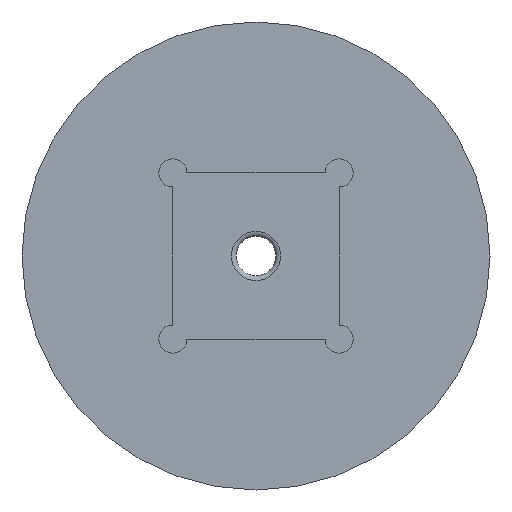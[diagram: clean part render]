
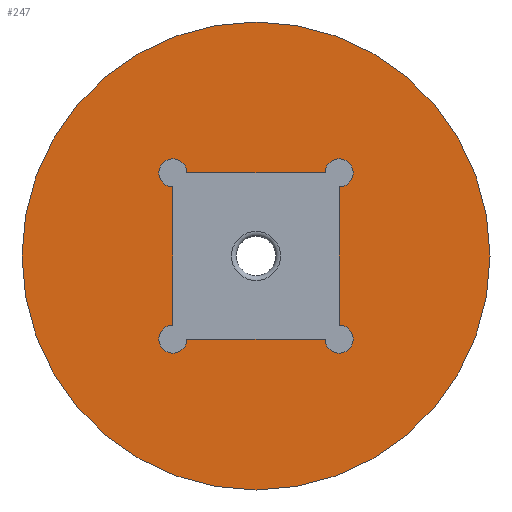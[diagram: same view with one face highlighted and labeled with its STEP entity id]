
A CAD part, front view. The second image highlights one B-rep face of the part: STEP entity #247.
In plain terms, the highlighted planar face has unit normal (0, -1, 0).
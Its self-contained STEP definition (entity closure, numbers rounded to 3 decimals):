
#26=FACE_BOUND('',#99,.T.);
#33=LINE('',#439,#50);
#36=LINE('',#447,#53);
#39=LINE('',#455,#56);
#42=LINE('',#462,#59);
#50=VECTOR('',#336,10.);
#53=VECTOR('',#345,10.);
#56=VECTOR('',#354,10.);
#59=VECTOR('',#363,10.);
#67=PLANE('',#298);
#82=FACE_OUTER_BOUND('',#98,.T.);
#98=EDGE_LOOP('',(#224));
#99=EDGE_LOOP('',(#225,#226,#227,#228,#229,#230,#231,#232));
#109=CIRCLE('',#283,0.3);
#110=CIRCLE('',#286,0.3);
#111=CIRCLE('',#289,0.3);
#112=CIRCLE('',#292,0.3);
#114=CIRCLE('',#296,5.);
#127=VERTEX_POINT('',#432);
#128=VERTEX_POINT('',#433);
#129=VERTEX_POINT('',#438);
#130=VERTEX_POINT('',#442);
#131=VERTEX_POINT('',#446);
#132=VERTEX_POINT('',#450);
#133=VERTEX_POINT('',#454);
#134=VERTEX_POINT('',#458);
#136=VERTEX_POINT('',#466);
#150=EDGE_CURVE('',#127,#128,#109,.T.);
#153=EDGE_CURVE('',#129,#127,#33,.T.);
#155=EDGE_CURVE('',#130,#129,#110,.T.);
#157=EDGE_CURVE('',#131,#130,#36,.T.);
#159=EDGE_CURVE('',#132,#131,#111,.T.);
#161=EDGE_CURVE('',#133,#132,#39,.T.);
#163=EDGE_CURVE('',#134,#133,#112,.T.);
#165=EDGE_CURVE('',#128,#134,#42,.T.);
#168=EDGE_CURVE('',#136,#136,#114,.T.);
#224=ORIENTED_EDGE('',*,*,#168,.F.);
#225=ORIENTED_EDGE('',*,*,#150,.T.);
#226=ORIENTED_EDGE('',*,*,#165,.T.);
#227=ORIENTED_EDGE('',*,*,#163,.T.);
#228=ORIENTED_EDGE('',*,*,#161,.T.);
#229=ORIENTED_EDGE('',*,*,#159,.T.);
#230=ORIENTED_EDGE('',*,*,#157,.T.);
#231=ORIENTED_EDGE('',*,*,#155,.T.);
#232=ORIENTED_EDGE('',*,*,#153,.T.);
#247=ADVANCED_FACE('',(#82,#26),#67,.F.);
#283=AXIS2_PLACEMENT_3D('',#434,#330,#331);
#286=AXIS2_PLACEMENT_3D('',#443,#340,#341);
#289=AXIS2_PLACEMENT_3D('',#451,#349,#350);
#292=AXIS2_PLACEMENT_3D('',#459,#358,#359);
#296=AXIS2_PLACEMENT_3D('',#468,#369,#370);
#298=AXIS2_PLACEMENT_3D('',#470,#373,#374);
#330=DIRECTION('center_axis',(0.,1.,0.));
#331=DIRECTION('ref_axis',(-1.,0.,0.));
#336=DIRECTION('',(0.,0.,-1.));
#340=DIRECTION('center_axis',(0.,1.,0.));
#341=DIRECTION('ref_axis',(0.,0.,-1.));
#345=DIRECTION('',(1.,0.,0.));
#349=DIRECTION('center_axis',(0.,1.,0.));
#350=DIRECTION('ref_axis',(1.,0.,0.));
#354=DIRECTION('',(0.,0.,1.));
#358=DIRECTION('center_axis',(0.,1.,0.));
#359=DIRECTION('ref_axis',(0.,0.,1.));
#363=DIRECTION('',(-1.,0.,0.));
#369=DIRECTION('center_axis',(0.,1.,0.));
#370=DIRECTION('ref_axis',(-1.,0.,0.));
#373=DIRECTION('center_axis',(0.,1.,0.));
#374=DIRECTION('ref_axis',(0.,0.,1.));
#432=CARTESIAN_POINT('',(1.775,0.,-1.475));
#433=CARTESIAN_POINT('',(1.475,0.,-1.775));
#434=CARTESIAN_POINT('Origin',(1.775,0.,-1.775));
#438=CARTESIAN_POINT('',(1.775,0.,1.475));
#439=CARTESIAN_POINT('',(1.775,0.,0.738));
#442=CARTESIAN_POINT('',(1.475,0.,1.775));
#443=CARTESIAN_POINT('Origin',(1.775,0.,1.775));
#446=CARTESIAN_POINT('',(-1.475,0.,1.775));
#447=CARTESIAN_POINT('',(-0.738,0.,1.775));
#450=CARTESIAN_POINT('',(-1.775,0.,1.475));
#451=CARTESIAN_POINT('Origin',(-1.775,0.,1.775));
#454=CARTESIAN_POINT('',(-1.775,0.,-1.475));
#455=CARTESIAN_POINT('',(-1.775,0.,-0.738));
#458=CARTESIAN_POINT('',(-1.475,0.,-1.775));
#459=CARTESIAN_POINT('Origin',(-1.775,0.,-1.775));
#462=CARTESIAN_POINT('',(0.738,0.,-1.775));
#466=CARTESIAN_POINT('',(5.,0.,0.));
#468=CARTESIAN_POINT('Origin',(0.,0.,0.));
#470=CARTESIAN_POINT('Origin',(0.,0.,0.));
